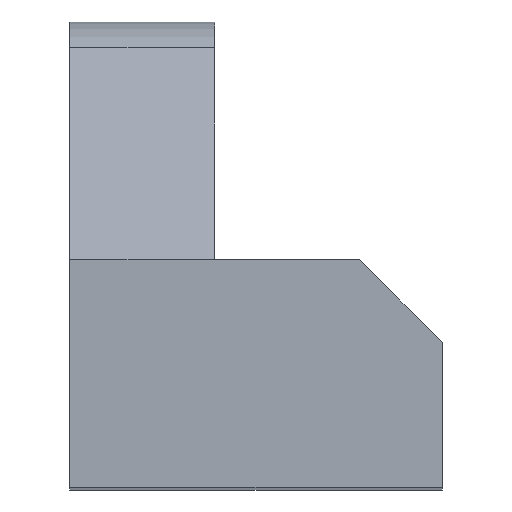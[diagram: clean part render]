
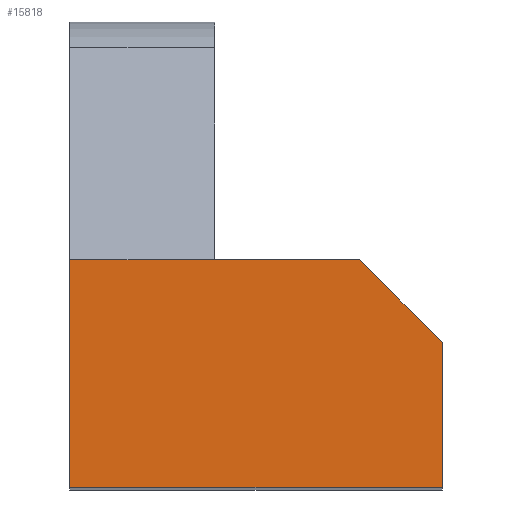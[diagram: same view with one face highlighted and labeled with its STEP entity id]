
A CAD part, top view. The second image highlights one B-rep face of the part: STEP entity #15818.
In plain terms, the highlighted planar face has unit normal (0, 0, 1).
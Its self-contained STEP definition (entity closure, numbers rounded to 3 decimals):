
#46 = DIRECTION ( 'NONE',  ( 0., 0., -1. ) ) ;
#119 = DIRECTION ( 'NONE',  ( -1., 0., 0. ) ) ;
#152 = CARTESIAN_POINT ( 'NONE',  ( 0., 0., 90. ) ) ;
#453 = VECTOR ( 'NONE', #7327, 1000. ) ;
#960 = EDGE_CURVE ( 'NONE', #4853, #7752, #1542, .T. ) ;
#1130 = ORIENTED_EDGE ( 'NONE', *, *, #10038, .T. ) ;
#1295 = EDGE_CURVE ( 'NONE', #2967, #12034, #7161, .T. ) ;
#1352 = CARTESIAN_POINT ( 'NONE',  ( 45., 17.5, 90. ) ) ;
#1542 = LINE ( 'NONE', #6458, #5831 ) ;
#1591 = DIRECTION ( 'NONE',  ( -0.707, 0.707, 0. ) ) ;
#1694 = ORIENTED_EDGE ( 'NONE', *, *, #7204, .T. ) ;
#1771 = CARTESIAN_POINT ( 'NONE',  ( 17.5, 27.5, 90. ) ) ;
#2098 = LINE ( 'NONE', #4841, #14736 ) ;
#2150 = CARTESIAN_POINT ( 'NONE',  ( 45., 0., 90. ) ) ;
#2425 = LINE ( 'NONE', #152, #453 ) ;
#2702 = CARTESIAN_POINT ( 'NONE',  ( 17.5, 0., 90. ) ) ;
#2866 = AXIS2_PLACEMENT_3D ( 'NONE', #2702, #46, #119 ) ;
#2967 = VERTEX_POINT ( 'NONE', #12904 ) ;
#2991 = VECTOR ( 'NONE', #1591, 1000. ) ;
#3091 = VERTEX_POINT ( 'NONE', #5899 ) ;
#3935 = LINE ( 'NONE', #1352, #2991 ) ;
#4241 = EDGE_CURVE ( 'NONE', #15310, #3091, #2425, .T. ) ;
#4841 = CARTESIAN_POINT ( 'NONE',  ( 17.5, 27.5, 90. ) ) ;
#4853 = VERTEX_POINT ( 'NONE', #10681 ) ;
#5225 = ORIENTED_EDGE ( 'NONE', *, *, #960, .F. ) ;
#5248 = DIRECTION ( 'NONE',  ( 0., -1., 0. ) ) ;
#5553 = EDGE_LOOP ( 'NONE', ( #5225, #1694, #12127, #1130, #9717, #7262 ) ) ;
#5831 = VECTOR ( 'NONE', #5248, 1000. ) ;
#5899 = CARTESIAN_POINT ( 'NONE',  ( 0., 0., 90. ) ) ;
#6352 = VECTOR ( 'NONE', #15596, 1000. ) ;
#6458 = CARTESIAN_POINT ( 'NONE',  ( 45., 27.5, 90. ) ) ;
#7161 = LINE ( 'NONE', #11816, #6352 ) ;
#7204 = EDGE_CURVE ( 'NONE', #4853, #2967, #3935, .T. ) ;
#7262 = ORIENTED_EDGE ( 'NONE', *, *, #14248, .F. ) ;
#7327 = DIRECTION ( 'NONE',  ( 0., -1., 0. ) ) ;
#7752 = VERTEX_POINT ( 'NONE', #2150 ) ;
#8753 = VECTOR ( 'NONE', #9970, 1000. ) ;
#9717 = ORIENTED_EDGE ( 'NONE', *, *, #4241, .T. ) ;
#9970 = DIRECTION ( 'NONE',  ( -1., 0., 0. ) ) ;
#10038 = EDGE_CURVE ( 'NONE', #12034, #15310, #2098, .T. ) ;
#10681 = CARTESIAN_POINT ( 'NONE',  ( 45., 17.5, 90. ) ) ;
#11072 = FACE_OUTER_BOUND ( 'NONE', #5553, .T. ) ;
#11108 = LINE ( 'NONE', #13610, #8753 ) ;
#11147 = PLANE ( 'NONE',  #2866 ) ;
#11816 = CARTESIAN_POINT ( 'NONE',  ( 0., 27.5, 90. ) ) ;
#12034 = VERTEX_POINT ( 'NONE', #1771 ) ;
#12127 = ORIENTED_EDGE ( 'NONE', *, *, #1295, .T. ) ;
#12454 = DIRECTION ( 'NONE',  ( -1., 0., 0. ) ) ;
#12904 = CARTESIAN_POINT ( 'NONE',  ( 35., 27.5, 90. ) ) ;
#13087 = CARTESIAN_POINT ( 'NONE',  ( 0., 27.5, 90. ) ) ;
#13610 = CARTESIAN_POINT ( 'NONE',  ( 17.5, 0., 90. ) ) ;
#14248 = EDGE_CURVE ( 'NONE', #7752, #3091, #11108, .T. ) ;
#14736 = VECTOR ( 'NONE', #12454, 1000. ) ;
#15310 = VERTEX_POINT ( 'NONE', #13087 ) ;
#15596 = DIRECTION ( 'NONE',  ( -1., 0., 0. ) ) ;
#15818 = ADVANCED_FACE ( 'NONE', ( #11072 ), #11147, .F. ) ;
